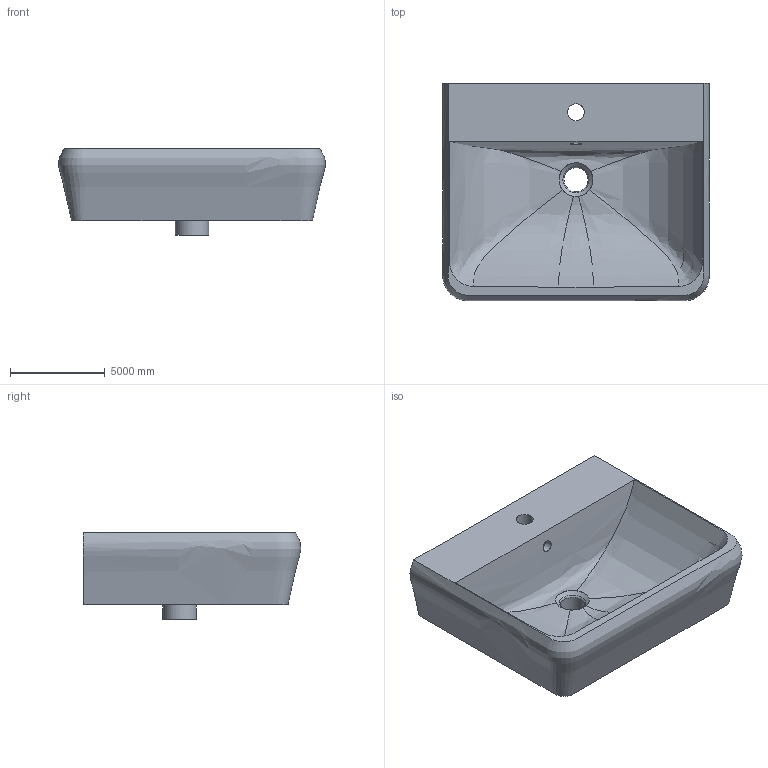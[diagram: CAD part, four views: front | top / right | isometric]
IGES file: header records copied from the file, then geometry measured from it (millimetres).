
Global section: file name: N18305X40.6610; native system: AutoCAD 2016 - English; preprocessor: Autodesk Translation Framework DWG producer (atf_dwg_producer); organization: unknown; date: 20170502.150508; units: inch
Bounding box: 14050.45 x 11468.85 x 4572 mm (x, y, z)
Volume: 341234440070.6 mm3; surface area: 556234308.2 mm2
Topology: 1 solids, 1 shells, 19 faces, 52 edges, 37 vertices
Faces by surface type: bspline 19
